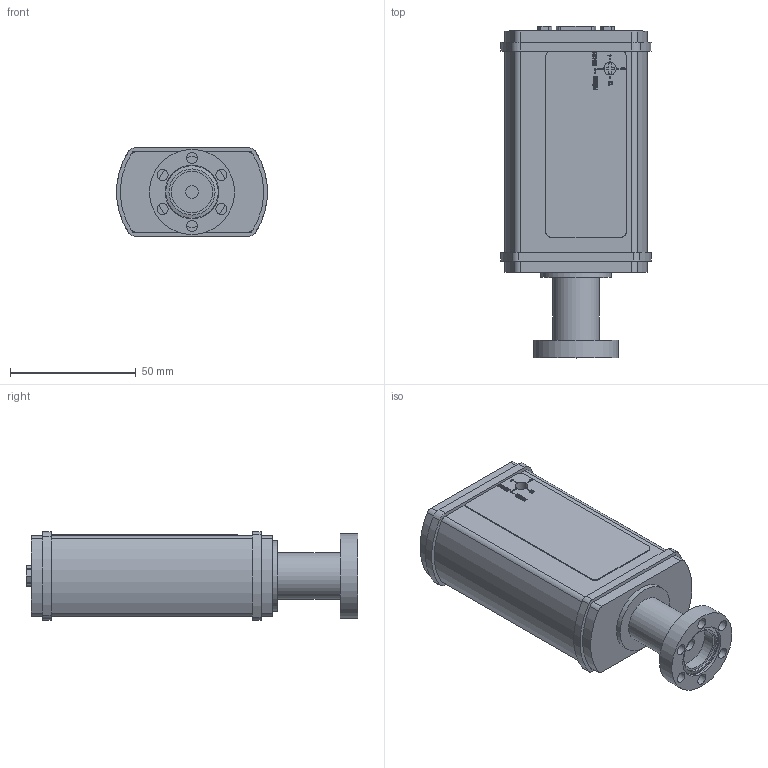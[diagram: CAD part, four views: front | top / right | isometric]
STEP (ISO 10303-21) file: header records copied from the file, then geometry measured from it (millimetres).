
FILE_DESCRIPTION((''),'2;1');
FILE_NAME('PTR33330-T.stp','2009-03-10T07:58:29',('wieth'),(''),'Autodesk Inventor 11','Autodesk Inventor 11','');
FILE_SCHEMA(('AUTOMOTIVE_DESIGN { 1 0 10303 214 1 1 1 1 }'));
Length unit declared in the file: millimetre
Products named in the file (1): PTR33330
Bounding box: 59.82 x 132 x 35 mm (x, y, z)
Volume: 178739.5 mm3; surface area: 25229.1 mm2
Topology: 1 solids, 1 shells, 373 faces, 995 edges, 656 vertices
Faces by surface type: plane 196, bspline 127, cylinder 48, cone 1, torus 1
Full cylindrical faces by diameter (mm): 2 x2, 5 x2, 16.5 x1, 18.3 x2, 21.4 x1, 28 x1, 33.8 x1
Entity records: 12882 total; most frequent: CARTESIAN_POINT 4384, ORIENTED_EDGE 1942, DIRECTION 1335, EDGE_CURVE 971, VERTEX_POINT 650, VECTOR 617, LINE 617, EDGE_LOOP 443
